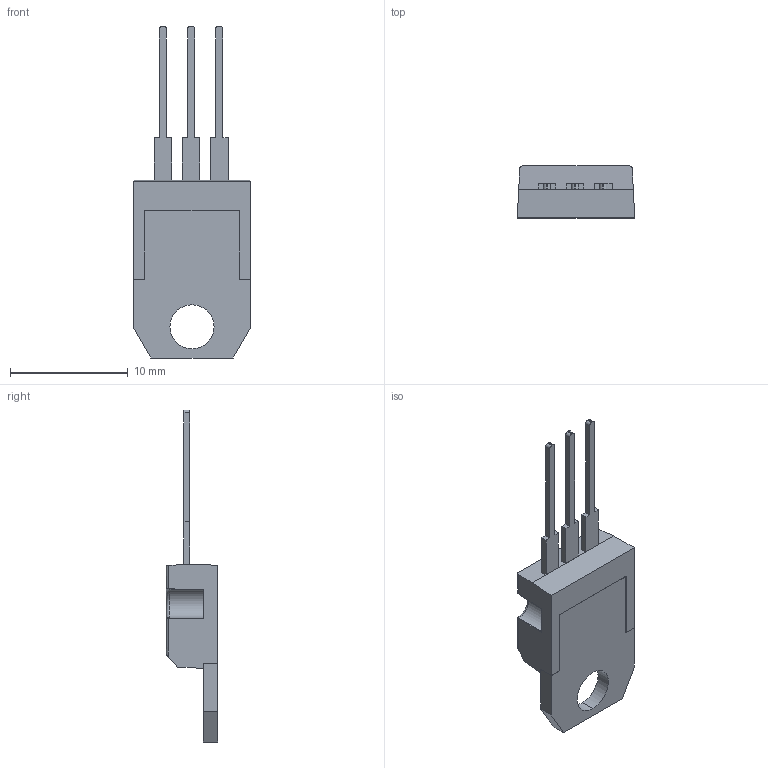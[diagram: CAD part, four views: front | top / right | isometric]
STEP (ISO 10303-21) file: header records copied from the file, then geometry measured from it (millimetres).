
FILE_DESCRIPTION (( 'STEP AP203' ), '1' );
FILE_NAME ('7805.STEP', '2014-09-23T11:12:11', ( '' ), ( '' ), 'SwSTEP 2.0', 'SolidWorks 2014', '' );
FILE_SCHEMA (( 'CONFIG_CONTROL_DESIGN' ));
Length unit declared in the file: millimetre
Products named in the file (1): 7805
Bounding box: 10 x 4.41 x 28.25 mm (x, y, z)
Volume: 430.1 mm3; surface area: 569.8 mm2
Topology: 4 solids, 4 shells, 134 faces, 346 edges, 228 vertices
Faces by surface type: plane 74, bspline 34, cylinder 20, torus 6
Entity records: 6235 total; most frequent: CARTESIAN_POINT 3131, ORIENTED_EDGE 692, DIRECTION 498, EDGE_CURVE 346, VERTEX_POINT 228, VECTOR 220, LINE 220, EDGE_LOOP 144
